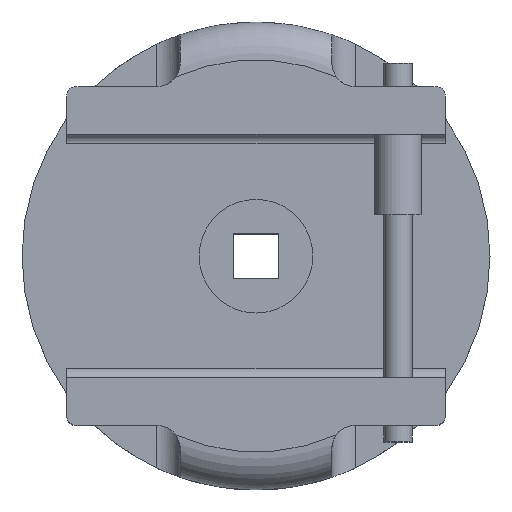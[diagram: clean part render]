
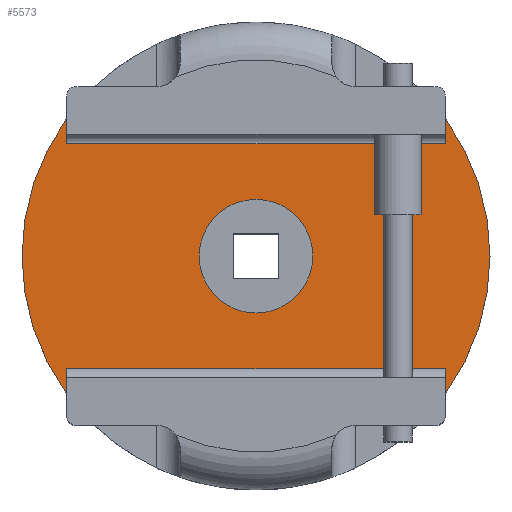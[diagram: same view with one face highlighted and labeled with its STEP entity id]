
A CAD part, top view. The second image highlights one B-rep face of the part: STEP entity #5573.
In plain terms, the highlighted planar face has unit normal (0, 0, 1).
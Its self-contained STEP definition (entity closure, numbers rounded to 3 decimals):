
#59=FACE_BOUND('',#754,.T.);
#139=PLANE('',#5982);
#424=FACE_OUTER_BOUND('',#753,.T.);
#753=EDGE_LOOP('',(#4837,#4838,#4839,#4840,#4841,#4842,#4843,#4844,#4845,
#4846,#4847,#4848));
#754=EDGE_LOOP('',(#4849));
#894=CIRCLE('',#5911,49.397);
#897=CIRCLE('',#5916,49.397);
#922=CIRCLE('',#5963,12.);
#1602=LINE('',#19246,#1943);
#1606=LINE('',#19260,#1947);
#1612=LINE('',#19289,#1953);
#1614=LINE('',#19292,#1955);
#1616=LINE('',#19296,#1957);
#1617=LINE('',#19298,#1958);
#1619=LINE('',#19305,#1960);
#1621=LINE('',#19309,#1962);
#1622=LINE('',#19311,#1963);
#1623=LINE('',#19312,#1964);
#1943=VECTOR('',#6954,10.);
#1947=VECTOR('',#6968,10.);
#1953=VECTOR('',#7004,10.);
#1955=VECTOR('',#7008,10.);
#1957=VECTOR('',#7012,10.);
#1958=VECTOR('',#7015,10.);
#1960=VECTOR('',#7025,10.);
#1962=VECTOR('',#7029,10.);
#1963=VECTOR('',#7032,10.);
#1964=VECTOR('',#7033,10.);
#2459=VERTEX_POINT('',#19125);
#2463=VERTEX_POINT('',#19137);
#2465=VERTEX_POINT('',#19145);
#2469=VERTEX_POINT('',#19157);
#2477=VERTEX_POINT('',#19239);
#2480=VERTEX_POINT('',#19244);
#2482=VERTEX_POINT('',#19253);
#2485=VERTEX_POINT('',#19258);
#2488=VERTEX_POINT('',#19269);
#2493=VERTEX_POINT('',#19288);
#2494=VERTEX_POINT('',#19294);
#2495=VERTEX_POINT('',#19303);
#2496=VERTEX_POINT('',#19307);
#3228=EDGE_CURVE('',#2463,#2465,#894,.T.);
#3233=EDGE_CURVE('',#2469,#2459,#897,.T.);
#3264=EDGE_CURVE('',#2480,#2477,#1602,.T.);
#3271=EDGE_CURVE('',#2485,#2482,#1606,.T.);
#3276=EDGE_CURVE('',#2488,#2488,#922,.T.);
#3285=EDGE_CURVE('',#2493,#2469,#1612,.T.);
#3287=EDGE_CURVE('',#2480,#2493,#1614,.T.);
#3289=EDGE_CURVE('',#2494,#2477,#1616,.T.);
#3290=EDGE_CURVE('',#2465,#2494,#1617,.T.);
#3293=EDGE_CURVE('',#2485,#2495,#1619,.T.);
#3295=EDGE_CURVE('',#2496,#2482,#1621,.T.);
#3296=EDGE_CURVE('',#2459,#2496,#1622,.T.);
#3297=EDGE_CURVE('',#2495,#2463,#1623,.T.);
#4837=ORIENTED_EDGE('',*,*,#3287,.T.);
#4838=ORIENTED_EDGE('',*,*,#3285,.T.);
#4839=ORIENTED_EDGE('',*,*,#3233,.T.);
#4840=ORIENTED_EDGE('',*,*,#3296,.T.);
#4841=ORIENTED_EDGE('',*,*,#3295,.T.);
#4842=ORIENTED_EDGE('',*,*,#3271,.F.);
#4843=ORIENTED_EDGE('',*,*,#3293,.T.);
#4844=ORIENTED_EDGE('',*,*,#3297,.T.);
#4845=ORIENTED_EDGE('',*,*,#3228,.T.);
#4846=ORIENTED_EDGE('',*,*,#3290,.T.);
#4847=ORIENTED_EDGE('',*,*,#3289,.T.);
#4848=ORIENTED_EDGE('',*,*,#3264,.F.);
#4849=ORIENTED_EDGE('',*,*,#3276,.T.);
#5573=ADVANCED_FACE('',(#424,#59),#139,.T.);
#5911=AXIS2_PLACEMENT_3D('',#19168,#6856,#6857);
#5916=AXIS2_PLACEMENT_3D('',#19177,#6868,#6869);
#5963=AXIS2_PLACEMENT_3D('',#19270,#6979,#6980);
#5982=AXIS2_PLACEMENT_3D('',#19310,#7030,#7031);
#6856=DIRECTION('center_axis',(0.,0.,1.));
#6857=DIRECTION('ref_axis',(1.,0.,0.));
#6868=DIRECTION('center_axis',(0.,0.,1.));
#6869=DIRECTION('ref_axis',(1.,0.,0.));
#6954=DIRECTION('',(-1.,0.,0.));
#6968=DIRECTION('',(1.,0.,0.));
#6979=DIRECTION('center_axis',(0.,0.,-1.));
#6980=DIRECTION('ref_axis',(1.,0.,0.));
#7004=DIRECTION('',(0.,-1.,0.));
#7008=DIRECTION('',(0.,-1.,0.));
#7012=DIRECTION('',(0.,1.,0.));
#7015=DIRECTION('',(0.,1.,0.));
#7025=DIRECTION('',(0.,1.,0.));
#7029=DIRECTION('',(0.,-1.,0.));
#7030=DIRECTION('center_axis',(0.,0.,1.));
#7031=DIRECTION('ref_axis',(1.,0.,0.));
#7032=DIRECTION('',(0.,-1.,0.));
#7033=DIRECTION('',(0.,1.,0.));
#19125=CARTESIAN_POINT('',(80.,42.745,13.175));
#19137=CARTESIAN_POINT('',(0.,42.745,13.175));
#19145=CARTESIAN_POINT('',(0.,-15.22,13.175));
#19157=CARTESIAN_POINT('',(80.,-15.22,13.175));
#19168=CARTESIAN_POINT('Origin',(40.,13.762,13.175));
#19177=CARTESIAN_POINT('Origin',(40.,13.762,13.175));
#19239=CARTESIAN_POINT('',(0.,-9.972,13.175));
#19244=CARTESIAN_POINT('',(80.,-9.972,13.175));
#19246=CARTESIAN_POINT('',(60.,-9.972,13.175));
#19253=CARTESIAN_POINT('',(80.,37.497,13.175));
#19258=CARTESIAN_POINT('',(0.,37.497,13.175));
#19260=CARTESIAN_POINT('',(20.,37.497,13.175));
#19269=CARTESIAN_POINT('',(28.,13.762,13.175));
#19270=CARTESIAN_POINT('Origin',(40.,13.762,13.175));
#19288=CARTESIAN_POINT('',(80.,-15.147,13.175));
#19289=CARTESIAN_POINT('',(80.,2.64,13.175));
#19292=CARTESIAN_POINT('',(80.,10.25,13.175));
#19294=CARTESIAN_POINT('',(0.,-15.147,13.175));
#19296=CARTESIAN_POINT('',(0.,30.75,13.175));
#19298=CARTESIAN_POINT('',(0.,2.676,13.175));
#19303=CARTESIAN_POINT('',(0.,42.672,13.175));
#19305=CARTESIAN_POINT('',(0.,30.75,13.175));
#19307=CARTESIAN_POINT('',(80.,42.672,13.175));
#19309=CARTESIAN_POINT('',(80.,10.25,13.175));
#19310=CARTESIAN_POINT('Origin',(40.,20.5,13.175));
#19311=CARTESIAN_POINT('',(80.,31.586,13.175));
#19312=CARTESIAN_POINT('',(0.,31.623,13.175));
